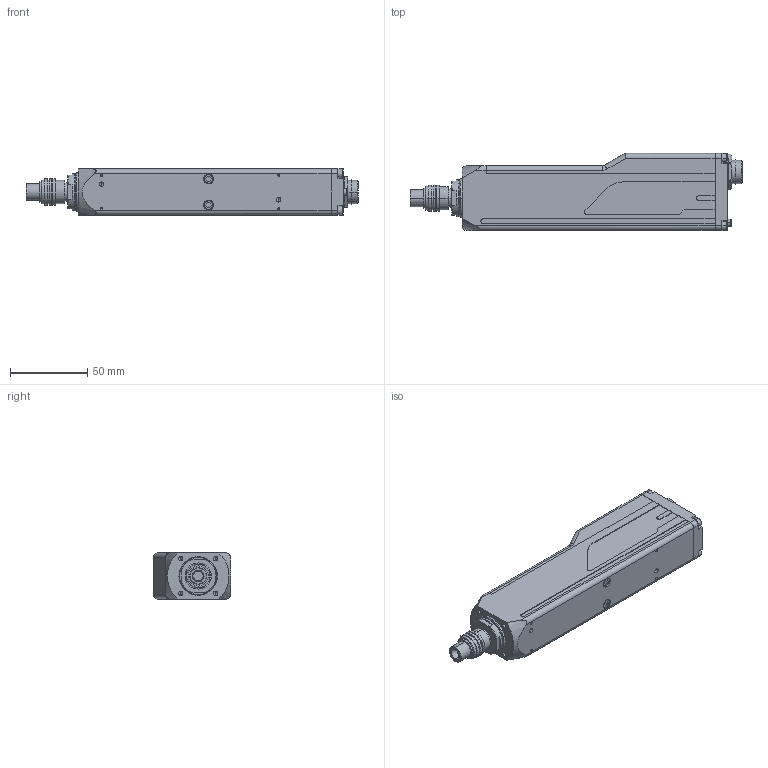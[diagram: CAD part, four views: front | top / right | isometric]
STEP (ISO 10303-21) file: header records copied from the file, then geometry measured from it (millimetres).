
FILE_DESCRIPTION (( 'STEP AP203' ), '1' );
FILE_NAME ('MFT-240M10-S.STEP', '2017-12-11T14:21:38', ( '' ), ( '' ), 'SwSTEP 2.0', 'SolidWorks 2017', '' );
FILE_SCHEMA (( 'CONFIG_CONTROL_DESIGN' ));
Length unit declared in the file: millimetre
Products named in the file (1): MFT-240M10-S
Bounding box: 215.5 x 50 x 30 mm (x, y, z)
Volume: 237484.5 mm3; surface area: 45410.8 mm2
Topology: 5 solids, 5 shells, 398 faces, 959 edges, 608 vertices
Faces by surface type: plane 204, cylinder 141, cone 51, torus 2
Entity records: 11704 total; most frequent: CARTESIAN_POINT 2244, DIRECTION 2015, ORIENTED_EDGE 1874, EDGE_CURVE 937, AXIS2_PLACEMENT_3D 719, VERTEX_POINT 608, VECTOR 577, LINE 577
